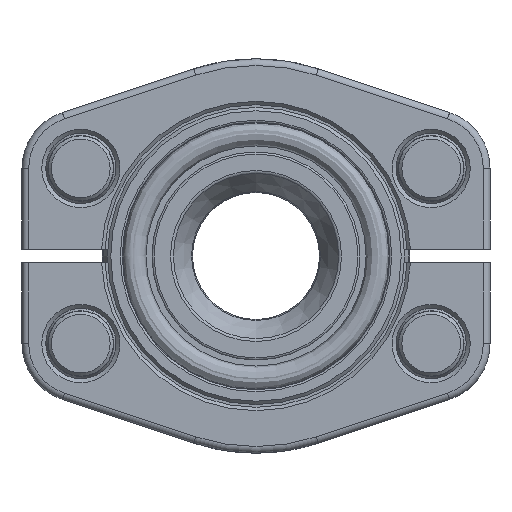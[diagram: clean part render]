
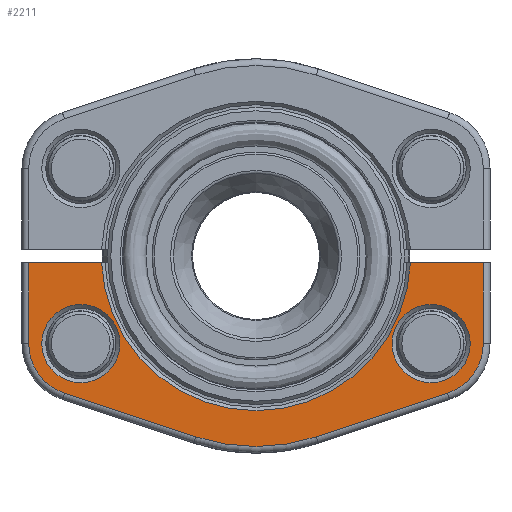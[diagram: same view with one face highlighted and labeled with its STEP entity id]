
A CAD part, left-side view. The second image highlights one B-rep face of the part: STEP entity #2211.
In plain terms, the highlighted face is planar.
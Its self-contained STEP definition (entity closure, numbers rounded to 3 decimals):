
#914=LINE('',#3736,#974);
#915=LINE('',#3739,#975);
#916=LINE('',#3743,#976);
#917=LINE('',#3745,#977);
#918=LINE('',#3749,#978);
#919=LINE('',#3753,#979);
#974=VECTOR('',#3150,1.);
#975=VECTOR('',#3151,1.);
#976=VECTOR('',#3154,1.);
#977=VECTOR('',#3155,1.);
#978=VECTOR('',#3158,1.);
#979=VECTOR('',#3161,1.);
#1125=PLANE('',#2702);
#1325=EDGE_LOOP('',(#1596));
#1326=EDGE_LOOP('',(#1597));
#1327=EDGE_LOOP('',(#1598,#1599,#1600,#1601,#1602,#1603,#1604,#1605,#1606,
#1607));
#1596=ORIENTED_EDGE('',*,*,#1913,.T.);
#1597=ORIENTED_EDGE('',*,*,#1914,.T.);
#1598=ORIENTED_EDGE('',*,*,#1915,.T.);
#1599=ORIENTED_EDGE('',*,*,#1916,.T.);
#1600=ORIENTED_EDGE('',*,*,#1917,.T.);
#1601=ORIENTED_EDGE('',*,*,#1918,.T.);
#1602=ORIENTED_EDGE('',*,*,#1919,.T.);
#1603=ORIENTED_EDGE('',*,*,#1920,.T.);
#1604=ORIENTED_EDGE('',*,*,#1921,.T.);
#1605=ORIENTED_EDGE('',*,*,#1922,.T.);
#1606=ORIENTED_EDGE('',*,*,#1923,.T.);
#1607=ORIENTED_EDGE('',*,*,#1924,.T.);
#1913=EDGE_CURVE('',#2499,#2499,#2069,.T.);
#1914=EDGE_CURVE('',#2500,#2500,#2070,.T.);
#1915=EDGE_CURVE('',#2501,#2502,#914,.T.);
#1916=EDGE_CURVE('',#2502,#2503,#915,.T.);
#1917=EDGE_CURVE('',#2503,#2504,#2071,.T.);
#1918=EDGE_CURVE('',#2504,#2505,#916,.T.);
#1919=EDGE_CURVE('',#2505,#2506,#917,.T.);
#1920=EDGE_CURVE('',#2506,#2507,#2072,.T.);
#1921=EDGE_CURVE('',#2507,#2508,#918,.T.);
#1922=EDGE_CURVE('',#2508,#2509,#2073,.T.);
#1923=EDGE_CURVE('',#2509,#2510,#919,.T.);
#1924=EDGE_CURVE('',#2510,#2501,#2074,.T.);
#2069=CIRCLE('',#2696,5.85);
#2070=CIRCLE('',#2697,5.85);
#2071=CIRCLE('',#2698,23.125);
#2072=CIRCLE('',#2699,7.8);
#2073=CIRCLE('',#2700,28.5);
#2074=CIRCLE('',#2701,7.8);
#2211=ADVANCED_FACE('',(#2373,#2374,#2375),#1125,.T.);
#2373=FACE_BOUND('',#1325,.T.);
#2374=FACE_BOUND('',#1326,.T.);
#2375=FACE_BOUND('',#1327,.T.);
#2499=VERTEX_POINT('',#3733);
#2500=VERTEX_POINT('',#3735);
#2501=VERTEX_POINT('',#3737);
#2502=VERTEX_POINT('',#3738);
#2503=VERTEX_POINT('',#3740);
#2504=VERTEX_POINT('',#3742);
#2505=VERTEX_POINT('',#3744);
#2506=VERTEX_POINT('',#3746);
#2507=VERTEX_POINT('',#3748);
#2508=VERTEX_POINT('',#3750);
#2509=VERTEX_POINT('',#3752);
#2510=VERTEX_POINT('',#3754);
#2696=AXIS2_PLACEMENT_3D('',#3732,#3146,#3147);
#2697=AXIS2_PLACEMENT_3D('',#3734,#3148,#3149);
#2698=AXIS2_PLACEMENT_3D('',#3741,#3152,#3153);
#2699=AXIS2_PLACEMENT_3D('',#3747,#3156,#3157);
#2700=AXIS2_PLACEMENT_3D('',#3751,#3159,#3160);
#2701=AXIS2_PLACEMENT_3D('',#3755,#3162,#3163);
#2702=AXIS2_PLACEMENT_3D('',#3756,#3164,#3165);
#3146=DIRECTION('',(0.,0.,1.));
#3147=DIRECTION('',(-1.,0.,0.));
#3148=DIRECTION('',(0.,0.,1.));
#3149=DIRECTION('',(-1.,0.,0.));
#3150=DIRECTION('',(0.,1.,0.));
#3151=DIRECTION('',(1.,0.,0.));
#3152=DIRECTION('',(0.,0.,1.));
#3153=DIRECTION('',(-1.,0.,0.));
#3154=DIRECTION('',(1.,0.,0.));
#3155=DIRECTION('',(0.,-1.,0.));
#3156=DIRECTION('',(0.,0.,-1.));
#3157=DIRECTION('',(-1.,0.,0.));
#3158=DIRECTION('',(-0.949,-0.316,0.));
#3159=DIRECTION('',(0.,0.,-1.));
#3160=DIRECTION('',(-1.,0.,0.));
#3161=DIRECTION('',(-0.949,0.316,0.));
#3162=DIRECTION('',(0.,0.,-1.));
#3163=DIRECTION('',(-1.,0.,0.));
#3164=DIRECTION('',(0.,0.,-1.));
#3165=DIRECTION('',(-1.,0.,0.));
#3732=CARTESIAN_POINT('',(26.2,-13.1,0.));
#3733=CARTESIAN_POINT('',(20.35,-13.1,0.));
#3734=CARTESIAN_POINT('',(-26.2,-13.1,0.));
#3735=CARTESIAN_POINT('',(-32.05,-13.1,0.));
#3736=CARTESIAN_POINT('',(-34.,-13.1,0.));
#3737=CARTESIAN_POINT('',(-34.,-13.1,0.));
#3738=CARTESIAN_POINT('',(-34.,-1.,0.));
#3739=CARTESIAN_POINT('',(-40.,-1.,0.));
#3740=CARTESIAN_POINT('',(-23.103,-1.,0.));
#3741=CARTESIAN_POINT('',(0.,0.,0.));
#3742=CARTESIAN_POINT('',(23.103,-1.,0.));
#3743=CARTESIAN_POINT('',(-40.,-1.,0.));
#3744=CARTESIAN_POINT('',(34.,-1.,0.));
#3745=CARTESIAN_POINT('',(34.,-13.1,0.));
#3746=CARTESIAN_POINT('',(34.,-13.1,0.));
#3747=CARTESIAN_POINT('',(26.2,-13.1,0.));
#3748=CARTESIAN_POINT('',(28.662,-20.501,0.));
#3749=CARTESIAN_POINT('',(28.662,-20.501,0.));
#3750=CARTESIAN_POINT('',(8.996,-27.043,0.));
#3751=CARTESIAN_POINT('',(0.,0.,0.));
#3752=CARTESIAN_POINT('',(-8.996,-27.043,0.));
#3753=CARTESIAN_POINT('',(18.518,-36.195,0.));
#3754=CARTESIAN_POINT('',(-28.662,-20.501,0.));
#3755=CARTESIAN_POINT('',(-26.2,-13.1,0.));
#3756=CARTESIAN_POINT('',(26.2,-13.1,0.));
